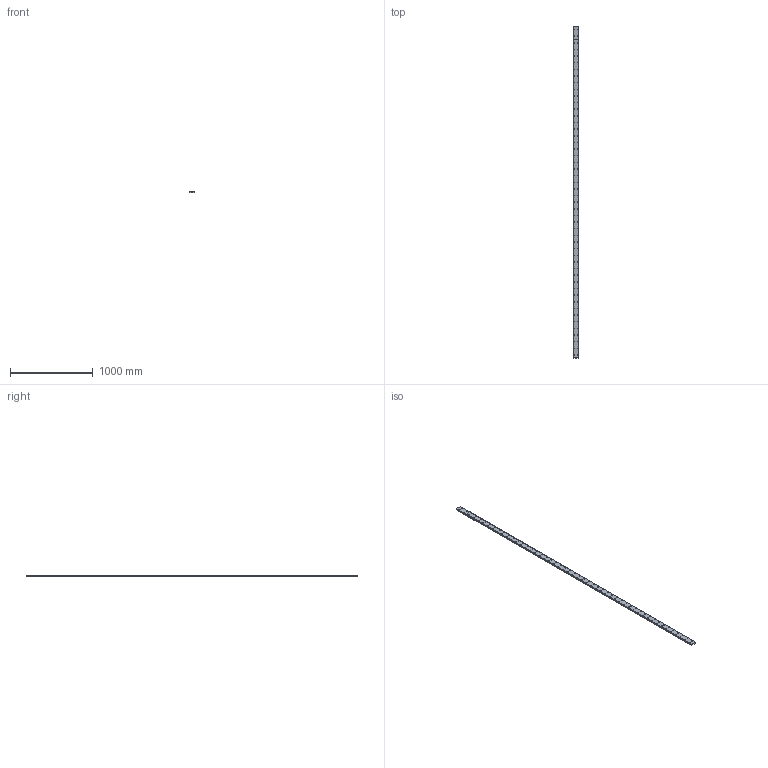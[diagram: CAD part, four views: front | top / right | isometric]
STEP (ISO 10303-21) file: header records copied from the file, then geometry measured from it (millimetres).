
FILE_DESCRIPTION(('STEP AP214'),'1');
FILE_NAME('cctmp_78C56940-71A5-4850-8DCD-E04C2CAD2FD6_2024_08_20_17_59_50_0154..stp','2024-08-20T15:59:50',('HIWIN GmbH'),('CADClick - www.CADClick.com'),'Spatial InterOp 3D',' ','unknown authorization');
FILE_SCHEMA(('AUTOMOTIVE_DESIGN'));
Length unit declared in the file: millimetre
Products named in the file (3): cc_unnamed; WER35R4000C_FILE_1; WER35R4000C_FILE
Assembly tree (2 placements, depth 2):
  cc_unnamed
    WER35R4000C_FILE_1
    WER35R4000C_FILE
Bounding box: 69 x 4000 x 19 mm (x, y, z)
Volume: 4826980.9 mm3; surface area: 781059.9 mm2
Topology: 2 solids, 2 shells, 1106 faces, 2382 edges, 1588 vertices
Faces by surface type: cylinder 636, plane 470
Entity records: 39526 total; most frequent: DIRECTION 5872, CARTESIAN_POINT 5079, ORIENTED_EDGE 4764, EDGE_CURVE 2382, AXIS2_PLACEMENT_3D 2381, VERTEX_POINT 1588, EDGE_LOOP 1414, CIRCLE 1272
